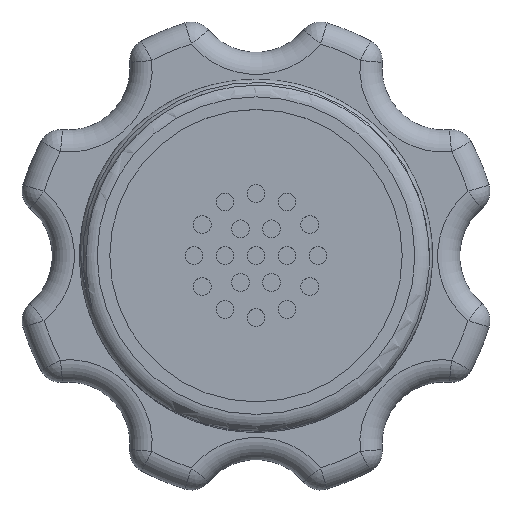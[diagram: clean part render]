
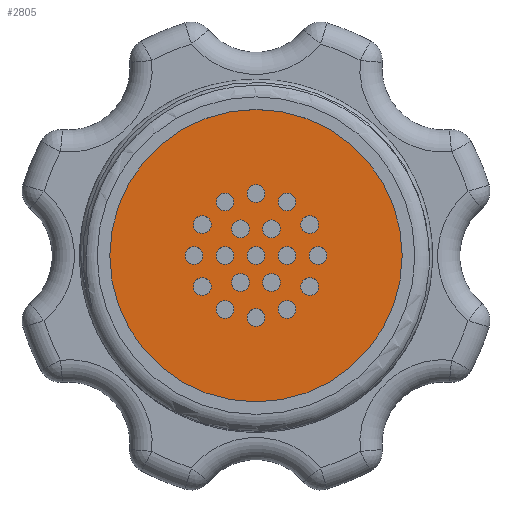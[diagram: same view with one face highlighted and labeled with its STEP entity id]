
A CAD part, top view. The second image highlights one B-rep face of the part: STEP entity #2805.
In plain terms, the highlighted planar face has unit normal (0, 0, 1).
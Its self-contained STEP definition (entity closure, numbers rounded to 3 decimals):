
#136=FACE_BOUND('',#1085,.T.);
#137=FACE_BOUND('',#1086,.T.);
#138=FACE_BOUND('',#1087,.T.);
#139=FACE_BOUND('',#1088,.T.);
#140=FACE_BOUND('',#1089,.T.);
#141=FACE_BOUND('',#1090,.T.);
#142=FACE_BOUND('',#1091,.T.);
#143=FACE_BOUND('',#1092,.T.);
#144=FACE_BOUND('',#1093,.T.);
#145=FACE_BOUND('',#1094,.T.);
#146=FACE_BOUND('',#1095,.T.);
#147=FACE_BOUND('',#1096,.T.);
#148=FACE_BOUND('',#1097,.T.);
#149=FACE_BOUND('',#1098,.T.);
#150=FACE_BOUND('',#1099,.T.);
#151=FACE_BOUND('',#1100,.T.);
#152=FACE_BOUND('',#1101,.T.);
#153=FACE_BOUND('',#1102,.T.);
#154=FACE_BOUND('',#1103,.T.);
#186=PLANE('',#3303);
#422=CIRCLE('',#3244,1.);
#424=CIRCLE('',#3247,1.);
#426=CIRCLE('',#3250,1.);
#428=CIRCLE('',#3253,1.);
#430=CIRCLE('',#3256,1.);
#432=CIRCLE('',#3259,1.);
#434=CIRCLE('',#3262,1.);
#436=CIRCLE('',#3265,1.);
#438=CIRCLE('',#3268,1.);
#440=CIRCLE('',#3271,1.);
#442=CIRCLE('',#3274,1.);
#444=CIRCLE('',#3277,1.);
#446=CIRCLE('',#3280,1.);
#448=CIRCLE('',#3283,1.);
#450=CIRCLE('',#3286,1.);
#452=CIRCLE('',#3289,1.);
#454=CIRCLE('',#3292,1.);
#456=CIRCLE('',#3295,1.);
#458=CIRCLE('',#3298,1.);
#460=CIRCLE('',#3301,16.5);
#847=FACE_OUTER_BOUND('',#1084,.T.);
#1084=EDGE_LOOP('',(#2500));
#1085=EDGE_LOOP('',(#2501));
#1086=EDGE_LOOP('',(#2502));
#1087=EDGE_LOOP('',(#2503));
#1088=EDGE_LOOP('',(#2504));
#1089=EDGE_LOOP('',(#2505));
#1090=EDGE_LOOP('',(#2506));
#1091=EDGE_LOOP('',(#2507));
#1092=EDGE_LOOP('',(#2508));
#1093=EDGE_LOOP('',(#2509));
#1094=EDGE_LOOP('',(#2510));
#1095=EDGE_LOOP('',(#2511));
#1096=EDGE_LOOP('',(#2512));
#1097=EDGE_LOOP('',(#2513));
#1098=EDGE_LOOP('',(#2514));
#1099=EDGE_LOOP('',(#2515));
#1100=EDGE_LOOP('',(#2516));
#1101=EDGE_LOOP('',(#2517));
#1102=EDGE_LOOP('',(#2518));
#1103=EDGE_LOOP('',(#2519));
#1336=VERTEX_POINT('',#8875);
#1338=VERTEX_POINT('',#8881);
#1340=VERTEX_POINT('',#8887);
#1342=VERTEX_POINT('',#8893);
#1344=VERTEX_POINT('',#8899);
#1346=VERTEX_POINT('',#8905);
#1348=VERTEX_POINT('',#8911);
#1350=VERTEX_POINT('',#8917);
#1352=VERTEX_POINT('',#8923);
#1354=VERTEX_POINT('',#8929);
#1356=VERTEX_POINT('',#8935);
#1358=VERTEX_POINT('',#8941);
#1360=VERTEX_POINT('',#8947);
#1362=VERTEX_POINT('',#8953);
#1364=VERTEX_POINT('',#8959);
#1366=VERTEX_POINT('',#8965);
#1368=VERTEX_POINT('',#8971);
#1370=VERTEX_POINT('',#8977);
#1372=VERTEX_POINT('',#8983);
#1374=VERTEX_POINT('',#8989);
#1704=EDGE_CURVE('',#1336,#1336,#422,.T.);
#1707=EDGE_CURVE('',#1338,#1338,#424,.T.);
#1710=EDGE_CURVE('',#1340,#1340,#426,.T.);
#1713=EDGE_CURVE('',#1342,#1342,#428,.T.);
#1716=EDGE_CURVE('',#1344,#1344,#430,.T.);
#1719=EDGE_CURVE('',#1346,#1346,#432,.T.);
#1722=EDGE_CURVE('',#1348,#1348,#434,.T.);
#1725=EDGE_CURVE('',#1350,#1350,#436,.T.);
#1728=EDGE_CURVE('',#1352,#1352,#438,.T.);
#1731=EDGE_CURVE('',#1354,#1354,#440,.T.);
#1734=EDGE_CURVE('',#1356,#1356,#442,.T.);
#1737=EDGE_CURVE('',#1358,#1358,#444,.T.);
#1740=EDGE_CURVE('',#1360,#1360,#446,.T.);
#1743=EDGE_CURVE('',#1362,#1362,#448,.T.);
#1746=EDGE_CURVE('',#1364,#1364,#450,.T.);
#1749=EDGE_CURVE('',#1366,#1366,#452,.T.);
#1752=EDGE_CURVE('',#1368,#1368,#454,.T.);
#1755=EDGE_CURVE('',#1370,#1370,#456,.T.);
#1758=EDGE_CURVE('',#1372,#1372,#458,.T.);
#1761=EDGE_CURVE('',#1374,#1374,#460,.T.);
#2500=ORIENTED_EDGE('',*,*,#1761,.T.);
#2501=ORIENTED_EDGE('',*,*,#1758,.T.);
#2502=ORIENTED_EDGE('',*,*,#1755,.T.);
#2503=ORIENTED_EDGE('',*,*,#1752,.T.);
#2504=ORIENTED_EDGE('',*,*,#1749,.T.);
#2505=ORIENTED_EDGE('',*,*,#1746,.T.);
#2506=ORIENTED_EDGE('',*,*,#1743,.T.);
#2507=ORIENTED_EDGE('',*,*,#1740,.T.);
#2508=ORIENTED_EDGE('',*,*,#1737,.T.);
#2509=ORIENTED_EDGE('',*,*,#1734,.T.);
#2510=ORIENTED_EDGE('',*,*,#1731,.T.);
#2511=ORIENTED_EDGE('',*,*,#1728,.T.);
#2512=ORIENTED_EDGE('',*,*,#1725,.T.);
#2513=ORIENTED_EDGE('',*,*,#1722,.T.);
#2514=ORIENTED_EDGE('',*,*,#1719,.T.);
#2515=ORIENTED_EDGE('',*,*,#1716,.T.);
#2516=ORIENTED_EDGE('',*,*,#1713,.T.);
#2517=ORIENTED_EDGE('',*,*,#1710,.T.);
#2518=ORIENTED_EDGE('',*,*,#1707,.T.);
#2519=ORIENTED_EDGE('',*,*,#1704,.T.);
#2805=ADVANCED_FACE('',(#847,#136,#137,#138,#139,#140,#141,#142,#143,#144,
#145,#146,#147,#148,#149,#150,#151,#152,#153,#154),#186,.T.);
#3244=AXIS2_PLACEMENT_3D('',#8876,#4157,#4158);
#3247=AXIS2_PLACEMENT_3D('',#8882,#4164,#4165);
#3250=AXIS2_PLACEMENT_3D('',#8888,#4171,#4172);
#3253=AXIS2_PLACEMENT_3D('',#8894,#4178,#4179);
#3256=AXIS2_PLACEMENT_3D('',#8900,#4185,#4186);
#3259=AXIS2_PLACEMENT_3D('',#8906,#4192,#4193);
#3262=AXIS2_PLACEMENT_3D('',#8912,#4199,#4200);
#3265=AXIS2_PLACEMENT_3D('',#8918,#4206,#4207);
#3268=AXIS2_PLACEMENT_3D('',#8924,#4213,#4214);
#3271=AXIS2_PLACEMENT_3D('',#8930,#4220,#4221);
#3274=AXIS2_PLACEMENT_3D('',#8936,#4227,#4228);
#3277=AXIS2_PLACEMENT_3D('',#8942,#4234,#4235);
#3280=AXIS2_PLACEMENT_3D('',#8948,#4241,#4242);
#3283=AXIS2_PLACEMENT_3D('',#8954,#4248,#4249);
#3286=AXIS2_PLACEMENT_3D('',#8960,#4255,#4256);
#3289=AXIS2_PLACEMENT_3D('',#8966,#4262,#4263);
#3292=AXIS2_PLACEMENT_3D('',#8972,#4269,#4270);
#3295=AXIS2_PLACEMENT_3D('',#8978,#4276,#4277);
#3298=AXIS2_PLACEMENT_3D('',#8984,#4283,#4284);
#3301=AXIS2_PLACEMENT_3D('',#8990,#4290,#4291);
#3303=AXIS2_PLACEMENT_3D('',#8994,#4295,#4296);
#4157=DIRECTION('center_axis',(0.,0.,-1.));
#4158=DIRECTION('ref_axis',(1.,0.,0.));
#4164=DIRECTION('center_axis',(0.,0.,-1.));
#4165=DIRECTION('ref_axis',(1.,0.,0.));
#4171=DIRECTION('center_axis',(0.,0.,-1.));
#4172=DIRECTION('ref_axis',(1.,0.,0.));
#4178=DIRECTION('center_axis',(0.,0.,-1.));
#4179=DIRECTION('ref_axis',(1.,0.,0.));
#4185=DIRECTION('center_axis',(0.,0.,-1.));
#4186=DIRECTION('ref_axis',(1.,0.,0.));
#4192=DIRECTION('center_axis',(0.,0.,-1.));
#4193=DIRECTION('ref_axis',(1.,0.,0.));
#4199=DIRECTION('center_axis',(0.,0.,-1.));
#4200=DIRECTION('ref_axis',(1.,0.,0.));
#4206=DIRECTION('center_axis',(0.,0.,-1.));
#4207=DIRECTION('ref_axis',(1.,0.,0.));
#4213=DIRECTION('center_axis',(0.,0.,-1.));
#4214=DIRECTION('ref_axis',(1.,0.,0.));
#4220=DIRECTION('center_axis',(0.,0.,-1.));
#4221=DIRECTION('ref_axis',(1.,0.,0.));
#4227=DIRECTION('center_axis',(0.,0.,-1.));
#4228=DIRECTION('ref_axis',(1.,0.,0.));
#4234=DIRECTION('center_axis',(0.,0.,-1.));
#4235=DIRECTION('ref_axis',(1.,0.,0.));
#4241=DIRECTION('center_axis',(0.,0.,-1.));
#4242=DIRECTION('ref_axis',(1.,0.,0.));
#4248=DIRECTION('center_axis',(0.,0.,-1.));
#4249=DIRECTION('ref_axis',(1.,0.,0.));
#4255=DIRECTION('center_axis',(0.,0.,-1.));
#4256=DIRECTION('ref_axis',(1.,0.,0.));
#4262=DIRECTION('center_axis',(0.,0.,-1.));
#4263=DIRECTION('ref_axis',(1.,0.,0.));
#4269=DIRECTION('center_axis',(0.,0.,-1.));
#4270=DIRECTION('ref_axis',(1.,0.,0.));
#4276=DIRECTION('center_axis',(0.,0.,-1.));
#4277=DIRECTION('ref_axis',(1.,0.,0.));
#4283=DIRECTION('center_axis',(0.,0.,-1.));
#4284=DIRECTION('ref_axis',(1.,0.,0.));
#4290=DIRECTION('center_axis',(0.,0.,1.));
#4291=DIRECTION('ref_axis',(1.,0.,0.));
#4295=DIRECTION('center_axis',(0.,0.,1.));
#4296=DIRECTION('ref_axis',(1.,0.,0.));
#8875=CARTESIAN_POINT('',(-1.,0.,2.));
#8876=CARTESIAN_POINT('Origin',(0.,0.,2.));
#8881=CARTESIAN_POINT('',(-4.5,-6.062,2.));
#8882=CARTESIAN_POINT('Origin',(-3.5,-6.062,2.));
#8887=CARTESIAN_POINT('',(-7.062,-3.5,2.));
#8888=CARTESIAN_POINT('Origin',(-6.062,-3.5,2.));
#8893=CARTESIAN_POINT('',(-2.75,-3.031,2.));
#8894=CARTESIAN_POINT('Origin',(-1.75,-3.031,2.));
#8899=CARTESIAN_POINT('',(0.75,-3.031,2.));
#8900=CARTESIAN_POINT('Origin',(1.75,-3.031,2.));
#8905=CARTESIAN_POINT('',(5.062,-3.5,2.));
#8906=CARTESIAN_POINT('Origin',(6.062,-3.5,2.));
#8911=CARTESIAN_POINT('',(2.5,-6.062,2.));
#8912=CARTESIAN_POINT('Origin',(3.5,-6.062,2.));
#8917=CARTESIAN_POINT('',(5.062,3.5,2.));
#8918=CARTESIAN_POINT('Origin',(6.062,3.5,2.));
#8923=CARTESIAN_POINT('',(2.5,6.062,2.));
#8924=CARTESIAN_POINT('Origin',(3.5,6.062,2.));
#8929=CARTESIAN_POINT('',(-1.,7.,2.));
#8930=CARTESIAN_POINT('Origin',(0.,7.,2.));
#8935=CARTESIAN_POINT('',(-4.5,6.062,2.));
#8936=CARTESIAN_POINT('Origin',(-3.5,6.062,2.));
#8941=CARTESIAN_POINT('',(-7.062,3.5,2.));
#8942=CARTESIAN_POINT('Origin',(-6.062,3.5,2.));
#8947=CARTESIAN_POINT('',(-1.,-7.,2.));
#8948=CARTESIAN_POINT('Origin',(0.,-7.,
2.));
#8953=CARTESIAN_POINT('',(2.5,0.,2.));
#8954=CARTESIAN_POINT('Origin',(3.5,0.,2.));
#8959=CARTESIAN_POINT('',(-4.5,0.,2.));
#8960=CARTESIAN_POINT('Origin',(-3.5,0.,2.));
#8965=CARTESIAN_POINT('',(-2.75,3.031,2.));
#8966=CARTESIAN_POINT('Origin',(-1.75,3.031,2.));
#8971=CARTESIAN_POINT('',(0.75,3.031,2.));
#8972=CARTESIAN_POINT('Origin',(1.75,3.031,2.));
#8977=CARTESIAN_POINT('',(-8.,0.,2.));
#8978=CARTESIAN_POINT('Origin',(-7.,0.,
2.));
#8983=CARTESIAN_POINT('',(6.,0.,2.));
#8984=CARTESIAN_POINT('Origin',(7.,0.,2.));
#8989=CARTESIAN_POINT('',(-16.5,0.,2.));
#8990=CARTESIAN_POINT('Origin',(0.,0.,2.));
#8994=CARTESIAN_POINT('Origin',(0.,0.,2.));
